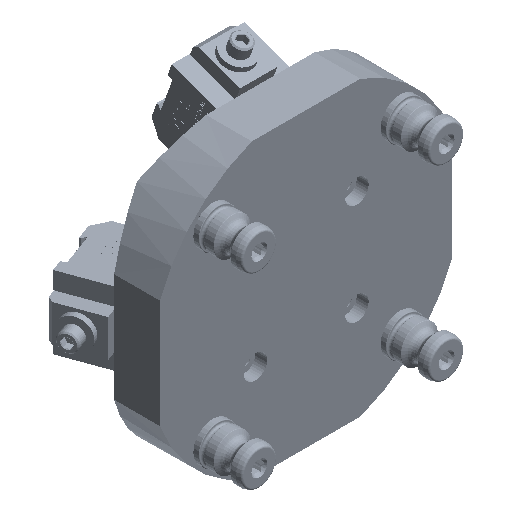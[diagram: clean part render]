
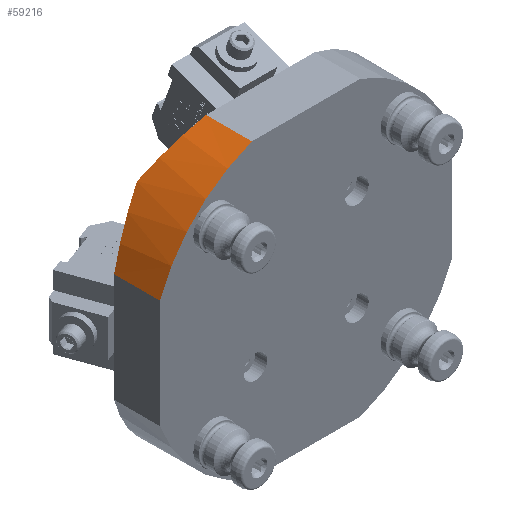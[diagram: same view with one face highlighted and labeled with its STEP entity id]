
A CAD part, isometric view. The second image highlights one B-rep face of the part: STEP entity #59216.
In plain terms, the highlighted cylindrical face has radius 80 mm (diameter 160 mm), a partial arc.
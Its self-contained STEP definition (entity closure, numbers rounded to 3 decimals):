
#104 = LINE ( 'NONE', #35691, #62109 ) ;
#473 =( BOUNDED_CURVE ( )  B_SPLINE_CURVE ( 3, ( #26270, #72852, #73492, #26956 ),
 .UNSPECIFIED., .F., .F. ) 
 B_SPLINE_CURVE_WITH_KNOTS ( ( 4, 4 ),
 ( 0.355, 0.785 ),
 .UNSPECIFIED. ) 
 CURVE ( )  GEOMETRIC_REPRESENTATION_ITEM ( )  RATIONAL_B_SPLINE_CURVE ( ( 1., 0.985, 0.985, 1. ) ) 
 REPRESENTATION_ITEM ( '' )  );
#2133 = EDGE_CURVE ( 'NONE', #17822, #65210, #32119, .T. ) ;
#6892 = ORIENTED_EDGE ( 'NONE', *, *, #34735, .T. ) ;
#13436 = ORIENTED_EDGE ( 'NONE', *, *, #73386, .F. ) ;
#15156 = FACE_OUTER_BOUND ( 'NONE', #52536, .T. ) ;
#17822 = VERTEX_POINT ( 'NONE', #79691 ) ;
#19904 = CARTESIAN_POINT ( 'NONE',  ( -75., 0., 27.839 ) ) ;
#21545 = VERTEX_POINT ( 'NONE', #56140 ) ;
#22092 = DIRECTION ( 'NONE',  ( 0., 0., -1. ) ) ;
#26270 = CARTESIAN_POINT ( 'NONE',  ( -75., 23.502, 27.839 ) ) ;
#26956 = CARTESIAN_POINT ( 'NONE',  ( -56.569, 30.211, 56.569 ) ) ;
#27532 = DIRECTION ( 'NONE',  ( 0., -1., 0. ) ) ;
#32119 = CIRCLE ( 'NONE', #45312, 80. ) ;
#34223 = CARTESIAN_POINT ( 'NONE',  ( -56.569, 30.211, 56.569 ) ) ;
#34735 = EDGE_CURVE ( 'NONE', #64215, #65210, #104, .T. ) ;
#35691 = CARTESIAN_POINT ( 'NONE',  ( -75., 31.189, 27.839 ) ) ;
#45312 = AXIS2_PLACEMENT_3D ( 'NONE', #92696, #46162, #100499 ) ;
#46162 = DIRECTION ( 'NONE',  ( 0., -1., 0. ) ) ;
#49918 = CARTESIAN_POINT ( 'NONE',  ( -27.839, 23.502, 75. ) ) ;
#52536 = EDGE_LOOP ( 'NONE', ( #75101, #13436, #6892, #83707, #54625 ) ) ;
#54536 = AXIS2_PLACEMENT_3D ( 'NONE', #76492, #92164, #22092 ) ;
#54625 = ORIENTED_EDGE ( 'NONE', *, *, #70043, .F. ) ;
#56140 = CARTESIAN_POINT ( 'NONE',  ( -27.839, 23.502, 75. ) ) ;
#58518 =( BOUNDED_CURVE ( )  B_SPLINE_CURVE ( 3, ( #34223, #80779, #96399, #49918 ),
 .UNSPECIFIED., .F., .F. ) 
 B_SPLINE_CURVE_WITH_KNOTS ( ( 4, 4 ),
 ( 5.498, 5.928 ),
 .UNSPECIFIED. ) 
 CURVE ( )  GEOMETRIC_REPRESENTATION_ITEM ( )  RATIONAL_B_SPLINE_CURVE ( ( 1., 0.985, 0.985, 1. ) ) 
 REPRESENTATION_ITEM ( '' )  );
#58862 = DIRECTION ( 'NONE',  ( 0., -1., 0. ) ) ;
#59216 = ADVANCED_FACE ( 'NONE', ( #15156 ), #74750, .T. ) ;
#59865 = EDGE_CURVE ( 'NONE', #76722, #21545, #58518, .T. ) ;
#62109 = VECTOR ( 'NONE', #27532, 1000. ) ;
#64215 = VERTEX_POINT ( 'NONE', #87145 ) ;
#65210 = VERTEX_POINT ( 'NONE', #19904 ) ;
#70043 = EDGE_CURVE ( 'NONE', #21545, #17822, #91912, .T. ) ;
#71210 = VECTOR ( 'NONE', #58862, 1000. ) ;
#72852 = CARTESIAN_POINT ( 'NONE',  ( -70.979, 24.966, 38.672 ) ) ;
#73386 = EDGE_CURVE ( 'NONE', #64215, #76722, #473, .T. ) ;
#73492 = CARTESIAN_POINT ( 'NONE',  ( -64.739, 27.237, 48.398 ) ) ;
#74750 = CYLINDRICAL_SURFACE ( 'NONE', #54536, 80. ) ;
#75101 = ORIENTED_EDGE ( 'NONE', *, *, #59865, .F. ) ;
#76492 = CARTESIAN_POINT ( 'NONE',  ( 0., 31.189, 0. ) ) ;
#76722 = VERTEX_POINT ( 'NONE', #88663 ) ;
#79691 = CARTESIAN_POINT ( 'NONE',  ( -27.839, 0., 75. ) ) ;
#80779 = CARTESIAN_POINT ( 'NONE',  ( -48.398, 27.237, 64.739 ) ) ;
#83707 = ORIENTED_EDGE ( 'NONE', *, *, #2133, .F. ) ;
#87145 = CARTESIAN_POINT ( 'NONE',  ( -75., 23.502, 27.839 ) ) ;
#88663 = CARTESIAN_POINT ( 'NONE',  ( -56.569, 30.211, 56.569 ) ) ;
#91912 = LINE ( 'NONE', #97597, #71210 ) ;
#92164 = DIRECTION ( 'NONE',  ( 0., -1., 0. ) ) ;
#92696 = CARTESIAN_POINT ( 'NONE',  ( 0., 0., 0. ) ) ;
#96399 = CARTESIAN_POINT ( 'NONE',  ( -38.672, 24.966, 70.979 ) ) ;
#97597 = CARTESIAN_POINT ( 'NONE',  ( -27.839, 31.189, 75. ) ) ;
#100499 = DIRECTION ( 'NONE',  ( 0., 0., -1. ) ) ;
